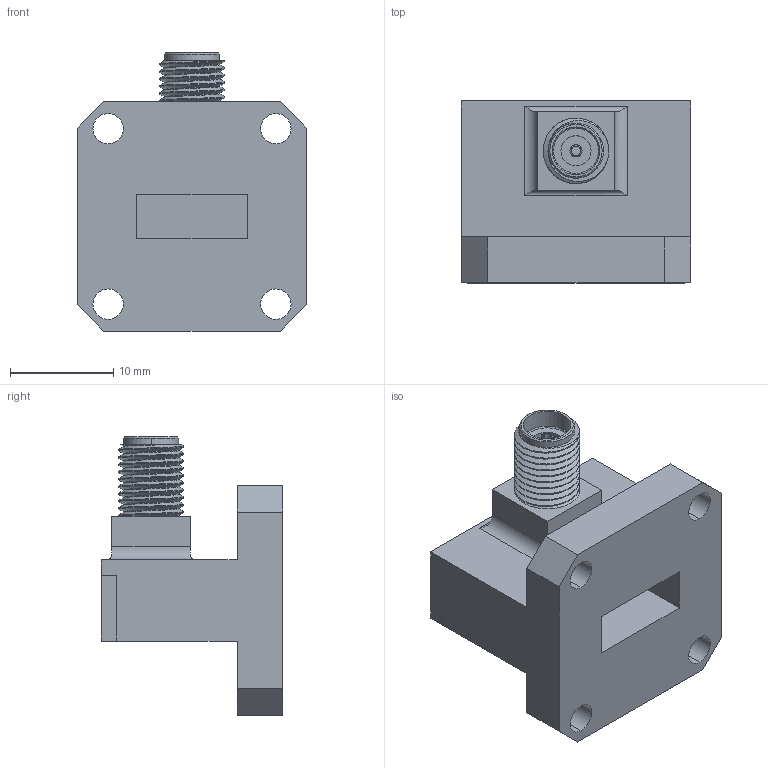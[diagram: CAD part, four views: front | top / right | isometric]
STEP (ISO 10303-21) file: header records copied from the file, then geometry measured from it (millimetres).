
FILE_DESCRIPTION (( 'STEP AP203' ), '1' );
FILE_NAME ('PE9812.step', '2018-11-19T23:38:27', ( '' ), ( '' ), 'SwSTEP 2.0', 'SolidWorks 2017', '' );
FILE_SCHEMA (( 'CONFIG_CONTROL_DESIGN' ));
Length unit declared in the file: inch
Products named in the file (1): PE9812
Bounding box: 22.23 x 17.63 x 26.96 mm (x, y, z)
Volume: 3985.7 mm3; surface area: 3677 mm2
Topology: 4 solids, 4 shells, 242 faces, 660 edges, 428 vertices
Faces by surface type: cylinder 109, plane 81, cone 44, bspline 8
Entity records: 11137 total; most frequent: CARTESIAN_POINT 5519, ORIENTED_EDGE 1304, DIRECTION 1002, EDGE_CURVE 652, VERTEX_POINT 428, AXIS2_PLACEMENT_3D 358, VECTOR 286, LINE 286
